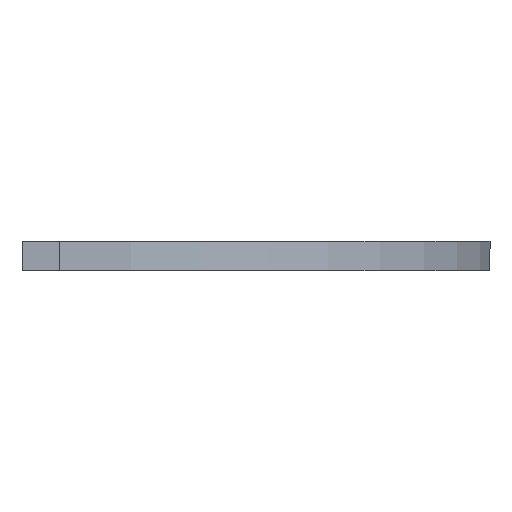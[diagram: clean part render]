
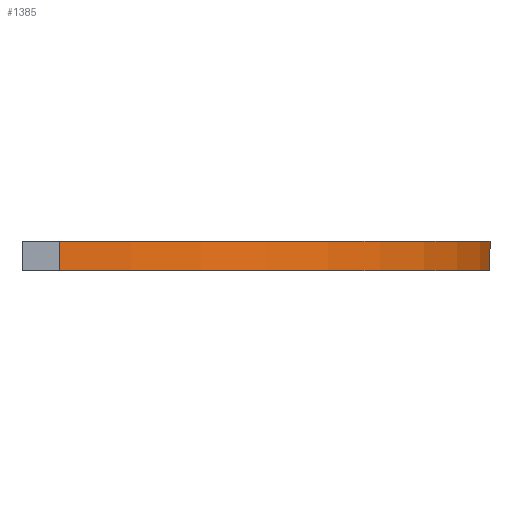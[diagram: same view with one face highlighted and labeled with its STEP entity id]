
A CAD part, left-side view. The second image highlights one B-rep face of the part: STEP entity #1385.
In plain terms, the highlighted cylindrical face has radius 174 mm (diameter 348 mm), a partial arc.
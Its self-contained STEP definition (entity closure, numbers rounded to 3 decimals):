
#764 = EDGE_LOOP ( 'NONE', ( #2981, #6886, #3537, #2085 ) ) ;
#812 = CARTESIAN_POINT ( 'NONE',  ( -174., 0., 12. ) ) ;
#897 = VECTOR ( 'NONE', #4893, 1000. ) ;
#1152 = DIRECTION ( 'NONE',  ( -1., 0., 0. ) ) ;
#1158 = CARTESIAN_POINT ( 'NONE',  ( -10.664, -173.673, 12. ) ) ;
#1268 = CIRCLE ( 'NONE', #4260, 174. ) ;
#1385 = ADVANCED_FACE ( 'NONE', ( #5288 ), #3129, .T. ) ;
#1448 = CIRCLE ( 'NONE', #5137, 174. ) ;
#1691 = CARTESIAN_POINT ( 'NONE',  ( 0., 0., 0. ) ) ;
#1956 = AXIS2_PLACEMENT_3D ( 'NONE', #3605, #2582, #5357 ) ;
#2085 = ORIENTED_EDGE ( 'NONE', *, *, #2507, .F. ) ;
#2266 = VERTEX_POINT ( 'NONE', #5366 ) ;
#2507 = EDGE_CURVE ( 'NONE', #2266, #5053, #1268, .T. ) ;
#2582 = DIRECTION ( 'NONE',  ( 0., 0., -1. ) ) ;
#2981 = ORIENTED_EDGE ( 'NONE', *, *, #6040, .F. ) ;
#3129 = CYLINDRICAL_SURFACE ( 'NONE', #1956, 174. ) ;
#3537 = ORIENTED_EDGE ( 'NONE', *, *, #5308, .T. ) ;
#3605 = CARTESIAN_POINT ( 'NONE',  ( 0., 0., 12. ) ) ;
#3887 = DIRECTION ( 'NONE',  ( 0., 0., -1. ) ) ;
#4191 = VERTEX_POINT ( 'NONE', #1158 ) ;
#4260 = AXIS2_PLACEMENT_3D ( 'NONE', #1691, #3887, #1152 ) ;
#4637 = EDGE_CURVE ( 'NONE', #6460, #4191, #1448, .T. ) ;
#4702 = CARTESIAN_POINT ( 'NONE',  ( 0., 0., 12. ) ) ;
#4893 = DIRECTION ( 'NONE',  ( 0., 0., -1. ) ) ;
#5053 = VERTEX_POINT ( 'NONE', #5871 ) ;
#5137 = AXIS2_PLACEMENT_3D ( 'NONE', #4702, #5268, #5303 ) ;
#5244 = DIRECTION ( 'NONE',  ( 0., 0., -1. ) ) ;
#5268 = DIRECTION ( 'NONE',  ( 0., 0., 1. ) ) ;
#5288 = FACE_OUTER_BOUND ( 'NONE', #764, .T. ) ;
#5303 = DIRECTION ( 'NONE',  ( 1., 0., 0. ) ) ;
#5308 = EDGE_CURVE ( 'NONE', #6460, #5053, #5892, .T. ) ;
#5357 = DIRECTION ( 'NONE',  ( -1., 0., 0. ) ) ;
#5366 = CARTESIAN_POINT ( 'NONE',  ( -10.664, -173.673, 0. ) ) ;
#5582 = CARTESIAN_POINT ( 'NONE',  ( -174., 0., 12. ) ) ;
#5871 = CARTESIAN_POINT ( 'NONE',  ( -174., 0., 0. ) ) ;
#5892 = LINE ( 'NONE', #812, #6868 ) ;
#6040 = EDGE_CURVE ( 'NONE', #4191, #2266, #6573, .T. ) ;
#6460 = VERTEX_POINT ( 'NONE', #5582 ) ;
#6573 = LINE ( 'NONE', #7077, #897 ) ;
#6868 = VECTOR ( 'NONE', #5244, 1000. ) ;
#6886 = ORIENTED_EDGE ( 'NONE', *, *, #4637, .F. ) ;
#7077 = CARTESIAN_POINT ( 'NONE',  ( -10.664, -173.673, 4. ) ) ;
